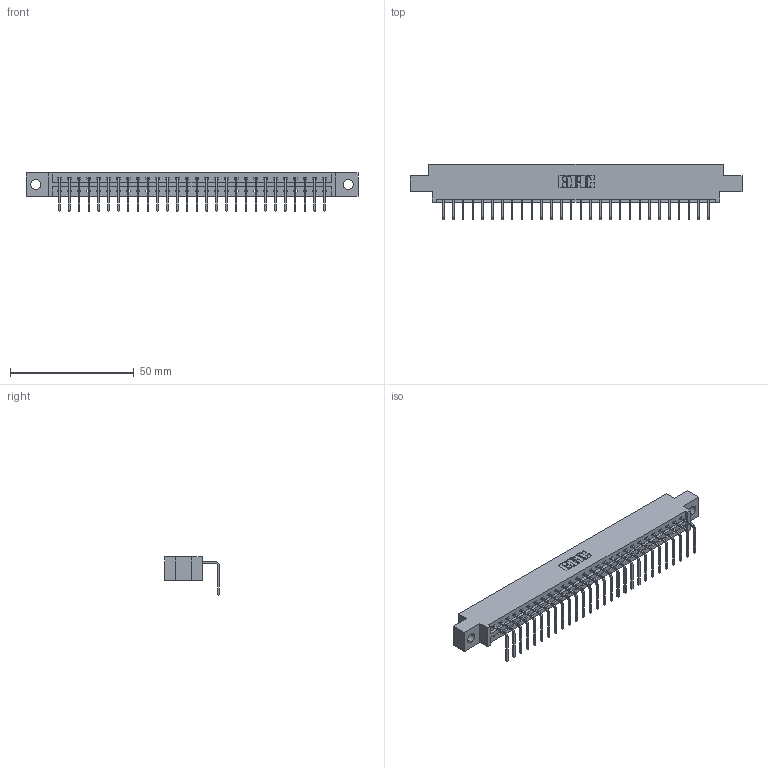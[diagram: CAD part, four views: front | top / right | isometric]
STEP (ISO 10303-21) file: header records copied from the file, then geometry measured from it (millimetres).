
FILE_DESCRIPTION (( 'STEP AP203' ), '1' );
FILE_NAME ('337-028-558-604.STEP', '2019-10-07T13:28:07', ( '' ), ( '' ), 'SwSTEP 2.0', 'SolidWorks 2016', '' );
FILE_SCHEMA (( 'CONFIG_CONTROL_DESIGN' ));
Length unit declared in the file: inch
Products named in the file (3): 345-292-001_558 Tail - 2; 337-028-558-604; 337 Part_0.170 Offset - 0.156 Dia-TH
Assembly tree (29 placements, depth 2):
  337-028-558-604
    337 Part_0.170 Offset - 0.156 Dia-TH
    345-292-001_558 Tail - 2  x28
Bounding box: 133.96 x 22.17 x 15.37 mm (x, y, z)
Volume: 13635.6 mm3; surface area: 14477.5 mm2
Topology: 29 solids, 29 shells, 1910 faces, 5755 edges, 3798 vertices
Faces by surface type: plane 1418, cylinder 492
Entity records: 22843 total; most frequent: CARTESIAN_POINT 3986, ORIENTED_EDGE 3950, DIRECTION 3383, EDGE_CURVE 1975, VECTOR 1847, LINE 1847, VERTEX_POINT 1314, AXIS2_PLACEMENT_3D 768
